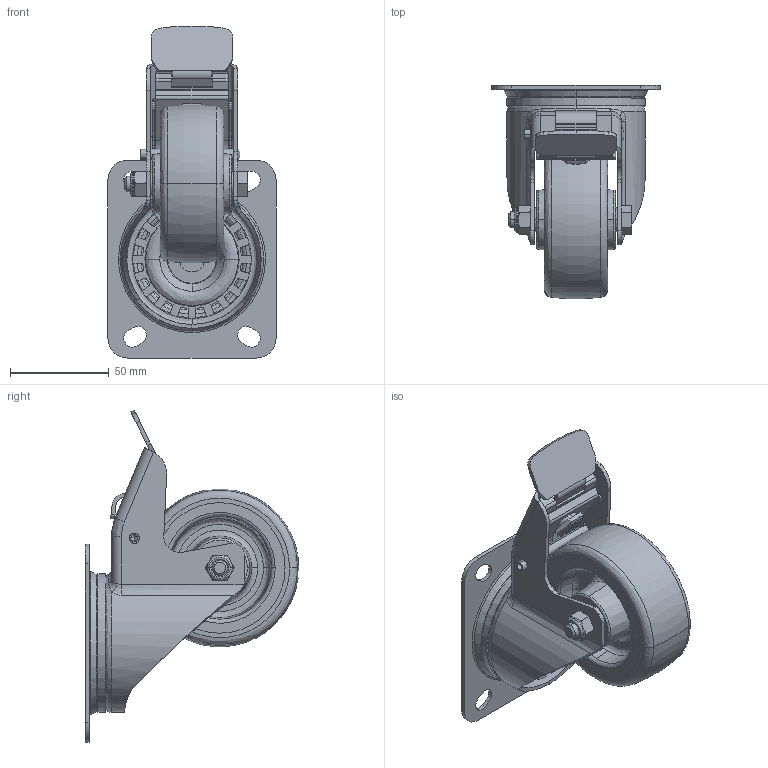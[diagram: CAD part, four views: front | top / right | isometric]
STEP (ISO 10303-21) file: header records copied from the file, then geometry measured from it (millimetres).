
FILE_DESCRIPTION (( 'STEP AP214' ), '1' );
FILE_NAME ('0056749.step', '2024-04-12T06:48:04', ( '' ), ( '' ), 'SwSTEP 2.0', 'SolidWorks 2020', '' );
FILE_SCHEMA (( 'AUTOMOTIVE_DESIGN' ));
Length unit declared in the file: millimetre
Products named in the file (1): 0056749
Bounding box: 85 x 107.91 x 167.82 mm (x, y, z)
Surface area: 97566.9 mm2 (no closed solid volume)
Topology: 0 solids, 4 shells, 933 faces, 2447 edges, 1550 vertices
Faces by surface type: plane 359, bspline 230, cylinder 209, cone 133, torus 2
Entity records: 44827 total; most frequent: CARTESIAN_POINT 22829, ORIENTED_EDGE 4883, DIRECTION 4005, EDGE_CURVE 2443, VERTEX_POINT 1550, AXIS2_PLACEMENT_3D 1503, VECTOR 999, LINE 999
